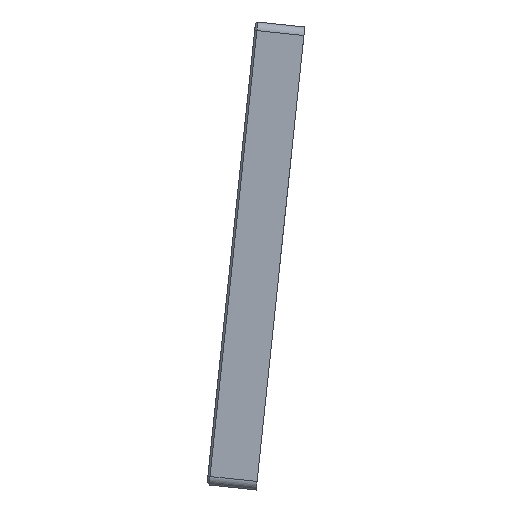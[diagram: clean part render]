
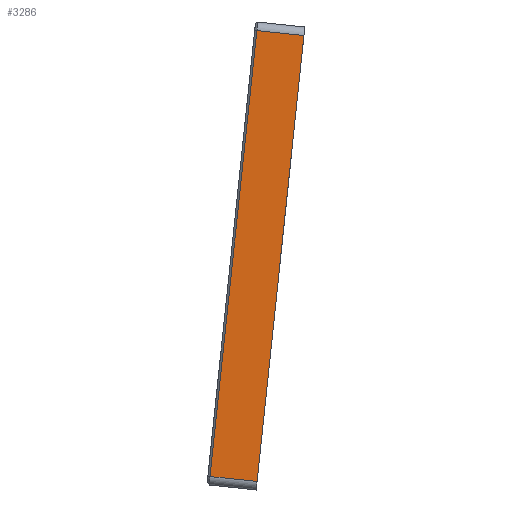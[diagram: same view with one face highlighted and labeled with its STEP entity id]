
A CAD part, left-side view. The second image highlights one B-rep face of the part: STEP entity #3286.
In plain terms, the highlighted planar face has unit normal (-1, 0, 0).
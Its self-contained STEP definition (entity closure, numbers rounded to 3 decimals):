
#370=FACE_OUTER_BOUND('',#567,.T.);
#567=EDGE_LOOP('',(#2428,#2429,#2430,#2431));
#841=LINE('',#5087,#1149);
#845=LINE('',#5096,#1153);
#846=LINE('',#5100,#1154);
#847=LINE('',#5101,#1155);
#1149=VECTOR('',#4038,10.);
#1153=VECTOR('',#4046,10.);
#1154=VECTOR('',#4051,10.);
#1155=VECTOR('',#4052,10.);
#1461=VERTEX_POINT('',#5059);
#1467=VERTEX_POINT('',#5083);
#1470=VERTEX_POINT('',#5095);
#1471=VERTEX_POINT('',#5099);
#1832=EDGE_CURVE('',#1461,#1467,#841,.T.);
#1836=EDGE_CURVE('',#1467,#1470,#845,.T.);
#1838=EDGE_CURVE('',#1471,#1461,#846,.T.);
#1839=EDGE_CURVE('',#1470,#1471,#847,.T.);
#2428=ORIENTED_EDGE('',*,*,#1832,.F.);
#2429=ORIENTED_EDGE('',*,*,#1838,.F.);
#2430=ORIENTED_EDGE('',*,*,#1839,.F.);
#2431=ORIENTED_EDGE('',*,*,#1836,.F.);
#3166=PLANE('',#3525);
#3286=ADVANCED_FACE('',(#370),#3166,.T.);
#3525=AXIS2_PLACEMENT_3D('',#5098,#4049,#4050);
#4038=DIRECTION('',(0.,-0.105,0.995));
#4046=DIRECTION('',(0.,-0.995,-0.105));
#4049=DIRECTION('center_axis',(-1.,0.,0.));
#4050=DIRECTION('ref_axis',(0.,-0.105,0.995));
#4051=DIRECTION('',(0.,0.995,0.105));
#4052=DIRECTION('',(0.,0.105,-0.995));
#5059=CARTESIAN_POINT('',(-5.524,19.053,-102.485));
#5083=CARTESIAN_POINT('',(-5.524,8.161,1.144));
#5087=CARTESIAN_POINT('',(-5.524,16.435,-77.572));
#5095=CARTESIAN_POINT('',(-5.524,-2.778,-0.006));
#5096=CARTESIAN_POINT('',(-5.524,-2.778,-0.006));
#5098=CARTESIAN_POINT('Origin',(-5.524,8.322,-105.624));
#5099=CARTESIAN_POINT('',(-5.524,8.113,-103.635));
#5100=CARTESIAN_POINT('',(-5.524,8.113,-103.635));
#5101=CARTESIAN_POINT('',(-5.524,-2.988,1.983));
